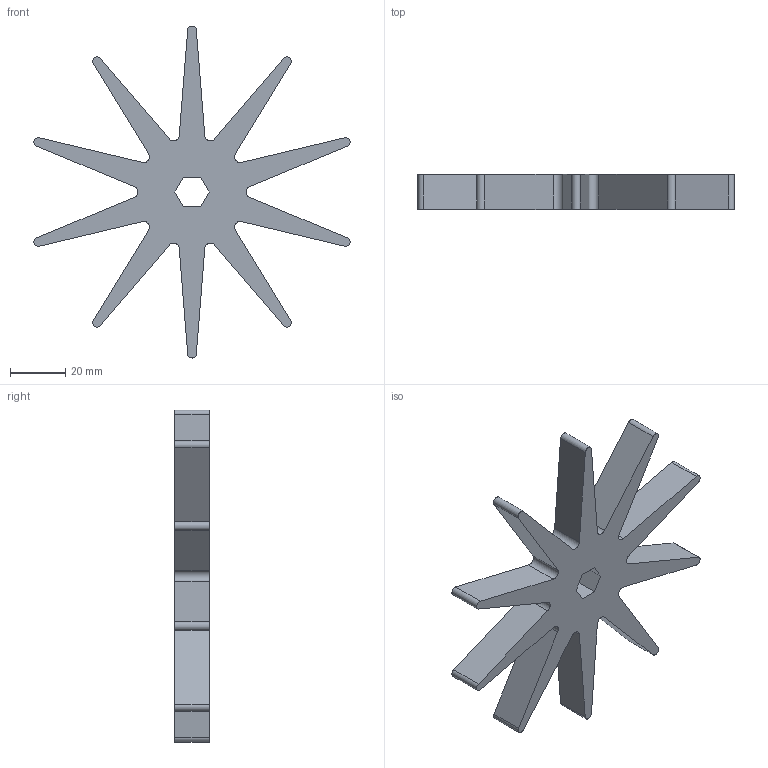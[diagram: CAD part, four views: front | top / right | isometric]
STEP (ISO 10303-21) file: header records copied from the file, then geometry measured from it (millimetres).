
FILE_DESCRIPTION (( 'STEP AP214' ), '1' );
FILE_NAME ('am-0619a .425 Hex Entrapption Star REV2.STEP', '2020-08-13T17:58:34', ( '' ), ( '' ), 'SwSTEP 2.0', 'SolidWorks 2019', '' );
FILE_SCHEMA (( 'AUTOMOTIVE_DESIGN' ));
Length unit declared in the file: inch
Products named in the file (1): am-0619a .425 Hex Entrapption Star REV2
Bounding box: 114.9 x 12.7 x 120.65 mm (x, y, z)
Volume: 46253.3 mm3; surface area: 18759.2 mm2
Topology: 1 solids, 1 shells, 48 faces, 138 edges, 92 vertices
Faces by surface type: plane 28, cylinder 20
Entity records: 1626 total; most frequent: CARTESIAN_POINT 279, DIRECTION 276, ORIENTED_EDGE 276, EDGE_CURVE 138, LINE 98, VECTOR 98, VERTEX_POINT 92, AXIS2_PLACEMENT_3D 89
